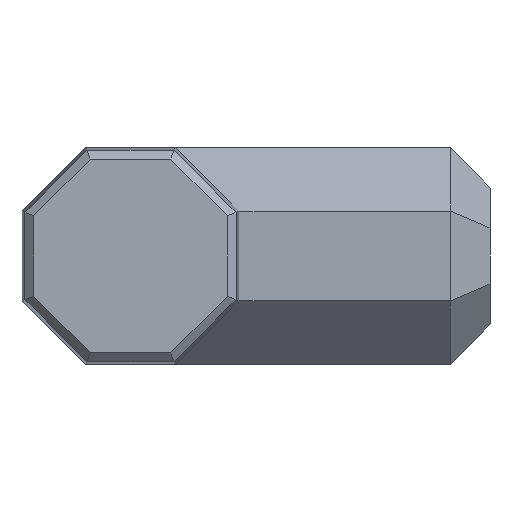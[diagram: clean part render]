
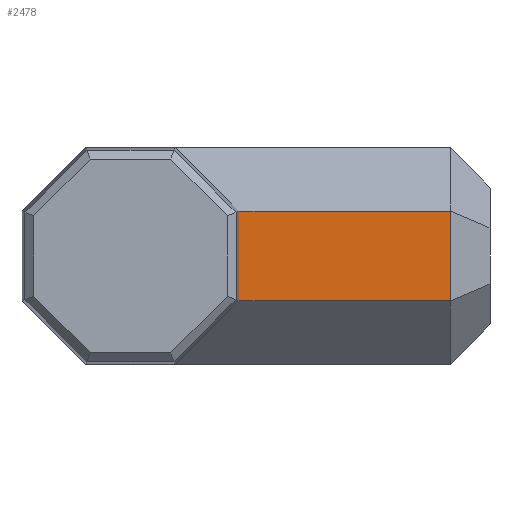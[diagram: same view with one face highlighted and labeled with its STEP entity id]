
A CAD part, front view. The second image highlights one B-rep face of the part: STEP entity #2478.
In plain terms, the highlighted planar face has unit normal (0, -1, 0).
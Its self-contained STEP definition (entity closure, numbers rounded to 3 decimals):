
#1054 = PLANE('',#1055);
#1055 = AXIS2_PLACEMENT_3D('',#1056,#1057,#1058);
#1056 = CARTESIAN_POINT('',(6.791,0.,-2.813));
#1057 = DIRECTION('',(-1.,0.,0.));
#1058 = DIRECTION('',(0.,0.,1.));
#1583 = PLANE('',#1584);
#1584 = AXIS2_PLACEMENT_3D('',#1585,#1586,#1587);
#1585 = CARTESIAN_POINT('',(20.,-6.791,-2.813));
#1586 = DIRECTION('',(0.,-0.707,-0.707));
#1587 = DIRECTION('',(0.,0.707,-0.707));
#1696 = VERTEX_POINT('',#1697);
#1697 = CARTESIAN_POINT('',(6.791,-6.791,
    -2.813));
#1740 = VERTEX_POINT('',#1741);
#1741 = CARTESIAN_POINT('',(6.791,-6.791,
    2.813));
#1759 = EDGE_CURVE('',#1696,#1740,#1760,.T.);
#1760 = SURFACE_CURVE('',#1761,(#1765,#1771),.PCURVE_S1.);
#1761 = LINE('',#1762,#1763);
#1762 = CARTESIAN_POINT('',(6.791,-6.791,0.));
#1763 = VECTOR('',#1764,1.);
#1764 = DIRECTION('',(0.,0.,1.));
#1765 = PCURVE('',#1054,#1766);
#1766 = DEFINITIONAL_REPRESENTATION('',(#1767),#1770);
#1767 = B_SPLINE_CURVE_WITH_KNOTS('',1,(#1768,#1769),.UNSPECIFIED.,.F.,
  .F.,(2,2),(-2.813,2.813),.PIECEWISE_BEZIER_KNOTS.);
#1768 = CARTESIAN_POINT('',(0.,-6.791));
#1769 = CARTESIAN_POINT('',(5.625,-6.791));
#1770 = ( GEOMETRIC_REPRESENTATION_CONTEXT(2) 
PARAMETRIC_REPRESENTATION_CONTEXT() REPRESENTATION_CONTEXT('2D SPACE',''
  ) );
#1771 = PCURVE('',#1772,#1777);
#1772 = PLANE('',#1773);
#1773 = AXIS2_PLACEMENT_3D('',#1774,#1775,#1776);
#1774 = CARTESIAN_POINT('',(20.,-6.791,2.813));
#1775 = DIRECTION('',(0.,-1.,0.));
#1776 = DIRECTION('',(0.,0.,-1.));
#1777 = DEFINITIONAL_REPRESENTATION('',(#1778),#1781);
#1778 = B_SPLINE_CURVE_WITH_KNOTS('',1,(#1779,#1780),.UNSPECIFIED.,.F.,
  .F.,(2,2),(-2.813,2.813),.PIECEWISE_BEZIER_KNOTS.);
#1779 = CARTESIAN_POINT('',(5.625,-13.209));
#1780 = CARTESIAN_POINT('',(0.,-13.209));
#1781 = ( GEOMETRIC_REPRESENTATION_CONTEXT(2) 
PARAMETRIC_REPRESENTATION_CONTEXT() REPRESENTATION_CONTEXT('2D SPACE',''
  ) );
#1821 = PLANE('',#1822);
#1822 = AXIS2_PLACEMENT_3D('',#1823,#1824,#1825);
#1823 = CARTESIAN_POINT('',(20.,-2.813,6.791));
#1824 = DIRECTION('',(0.,-0.707,0.707));
#1825 = DIRECTION('',(0.,-0.707,-0.707));
#2282 = EDGE_CURVE('',#1696,#2283,#2285,.T.);
#2283 = VERTEX_POINT('',#2284);
#2284 = CARTESIAN_POINT('',(20.,-6.791,-2.813));
#2285 = SURFACE_CURVE('',#2286,(#2289,#2295),.PCURVE_S1.);
#2286 = B_SPLINE_CURVE_WITH_KNOTS('',1,(#2287,#2288),.UNSPECIFIED.,.F.,
  .F.,(2,2),(0.,1.),.PIECEWISE_BEZIER_KNOTS.);
#2287 = CARTESIAN_POINT('',(-2.79,-6.791,-2.813));
#2288 = CARTESIAN_POINT('',(20.,-6.791,-2.813));
#2289 = PCURVE('',#1583,#2290);
#2290 = DEFINITIONAL_REPRESENTATION('',(#2291),#2294);
#2291 = B_SPLINE_CURVE_WITH_KNOTS('',1,(#2292,#2293),.UNSPECIFIED.,.F.,
  .F.,(2,2),(0.,1.),.PIECEWISE_BEZIER_KNOTS.);
#2292 = CARTESIAN_POINT('',(0.,-22.79));
#2293 = CARTESIAN_POINT('',(0.,0.));
#2294 = ( GEOMETRIC_REPRESENTATION_CONTEXT(2) 
PARAMETRIC_REPRESENTATION_CONTEXT() REPRESENTATION_CONTEXT('2D SPACE',''
  ) );
#2295 = PCURVE('',#1772,#2296);
#2296 = DEFINITIONAL_REPRESENTATION('',(#2297),#2300);
#2297 = B_SPLINE_CURVE_WITH_KNOTS('',1,(#2298,#2299),.UNSPECIFIED.,.F.,
  .F.,(2,2),(0.,1.),.PIECEWISE_BEZIER_KNOTS.);
#2298 = CARTESIAN_POINT('',(5.625,-22.79));
#2299 = CARTESIAN_POINT('',(5.625,0.));
#2300 = ( GEOMETRIC_REPRESENTATION_CONTEXT(2) 
PARAMETRIC_REPRESENTATION_CONTEXT() REPRESENTATION_CONTEXT('2D SPACE',''
  ) );
#2478 = ADVANCED_FACE('',(#2479),#1772,.T.);
#2479 = FACE_BOUND('',#2480,.T.);
#2480 = EDGE_LOOP('',(#2481,#2501,#2502,#2503));
#2481 = ORIENTED_EDGE('',*,*,#2482,.F.);
#2482 = EDGE_CURVE('',#1740,#2483,#2485,.T.);
#2483 = VERTEX_POINT('',#2484);
#2484 = CARTESIAN_POINT('',(20.,-6.791,2.813));
#2485 = SURFACE_CURVE('',#2486,(#2489,#2495),.PCURVE_S1.);
#2486 = B_SPLINE_CURVE_WITH_KNOTS('',1,(#2487,#2488),.UNSPECIFIED.,.F.,
  .F.,(2,2),(0.,1.),.PIECEWISE_BEZIER_KNOTS.);
#2487 = CARTESIAN_POINT('',(-2.79,-6.791,2.813));
#2488 = CARTESIAN_POINT('',(20.,-6.791,2.813));
#2489 = PCURVE('',#1772,#2490);
#2490 = DEFINITIONAL_REPRESENTATION('',(#2491),#2494);
#2491 = B_SPLINE_CURVE_WITH_KNOTS('',1,(#2492,#2493),.UNSPECIFIED.,.F.,
  .F.,(2,2),(0.,1.),.PIECEWISE_BEZIER_KNOTS.);
#2492 = CARTESIAN_POINT('',(0.,-22.79));
#2493 = CARTESIAN_POINT('',(0.,0.));
#2494 = ( GEOMETRIC_REPRESENTATION_CONTEXT(2) 
PARAMETRIC_REPRESENTATION_CONTEXT() REPRESENTATION_CONTEXT('2D SPACE',''
  ) );
#2495 = PCURVE('',#1821,#2496);
#2496 = DEFINITIONAL_REPRESENTATION('',(#2497),#2500);
#2497 = B_SPLINE_CURVE_WITH_KNOTS('',1,(#2498,#2499),.UNSPECIFIED.,.F.,
  .F.,(2,2),(0.,1.),.PIECEWISE_BEZIER_KNOTS.);
#2498 = CARTESIAN_POINT('',(5.625,-22.79));
#2499 = CARTESIAN_POINT('',(5.625,0.));
#2500 = ( GEOMETRIC_REPRESENTATION_CONTEXT(2) 
PARAMETRIC_REPRESENTATION_CONTEXT() REPRESENTATION_CONTEXT('2D SPACE',''
  ) );
#2501 = ORIENTED_EDGE('',*,*,#1759,.F.);
#2502 = ORIENTED_EDGE('',*,*,#2282,.T.);
#2503 = ORIENTED_EDGE('',*,*,#2504,.F.);
#2504 = EDGE_CURVE('',#2483,#2283,#2505,.T.);
#2505 = SURFACE_CURVE('',#2506,(#2510,#2517),.PCURVE_S1.);
#2506 = LINE('',#2507,#2508);
#2507 = CARTESIAN_POINT('',(20.,-6.791,2.813));
#2508 = VECTOR('',#2509,1.);
#2509 = DIRECTION('',(0.,0.,-1.));
#2510 = PCURVE('',#1772,#2511);
#2511 = DEFINITIONAL_REPRESENTATION('',(#2512),#2516);
#2512 = LINE('',#2513,#2514);
#2513 = CARTESIAN_POINT('',(0.,0.));
#2514 = VECTOR('',#2515,1.);
#2515 = DIRECTION('',(1.,0.));
#2516 = ( GEOMETRIC_REPRESENTATION_CONTEXT(2) 
PARAMETRIC_REPRESENTATION_CONTEXT() REPRESENTATION_CONTEXT('2D SPACE',''
  ) );
#2517 = PCURVE('',#2518,#2523);
#2518 = B_SPLINE_SURFACE_WITH_KNOTS('',1,1,(
    (#2519,#2520)
    ,(#2521,#2522
    )),.UNSPECIFIED.,.F.,.F.,.F.,(2,2),(2,2),(0.,5.625),(0.,1.)
  ,.PIECEWISE_BEZIER_KNOTS.);
#2519 = CARTESIAN_POINT('',(20.,-6.791,2.813));
#2520 = CARTESIAN_POINT('',(22.5,-4.25,1.76));
#2521 = CARTESIAN_POINT('',(20.,-6.791,-2.813));
#2522 = CARTESIAN_POINT('',(22.5,-4.25,-1.76));
#2523 = DEFINITIONAL_REPRESENTATION('',(#2524),#2527);
#2524 = B_SPLINE_CURVE_WITH_KNOTS('',1,(#2525,#2526),.UNSPECIFIED.,.F.,
  .F.,(2,2),(0.,5.625),.PIECEWISE_BEZIER_KNOTS.);
#2525 = CARTESIAN_POINT('',(0.,0.));
#2526 = CARTESIAN_POINT('',(5.625,0.));
#2527 = ( GEOMETRIC_REPRESENTATION_CONTEXT(2) 
PARAMETRIC_REPRESENTATION_CONTEXT() REPRESENTATION_CONTEXT('2D SPACE',''
  ) );
